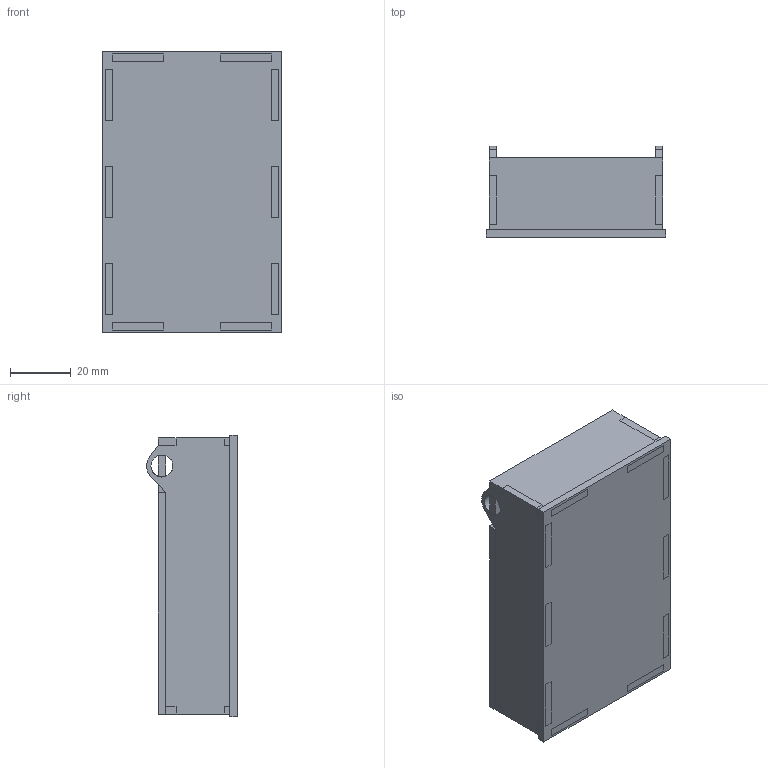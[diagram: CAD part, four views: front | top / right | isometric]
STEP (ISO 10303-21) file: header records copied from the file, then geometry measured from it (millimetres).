
FILE_DESCRIPTION(('FreeCAD Model'),'2;1');
FILE_NAME('Open CASCADE Shape Model','2025-04-26T09:56:53',('FreeCAD'),( 'FreeCAD'),'Open CASCADE STEP processor 7.6','FreeCAD','Unknown');
FILE_SCHEMA(('AUTOMOTIVE_DESIGN { 1 0 10303 214 1 1 1 1 }'));
Length unit declared in the file: millimetre
Products named in the file (1): Open CASCADE STEP translator 7.6 1
Bounding box: 58.76 x 29.8 x 92.34 mm (x, y, z)
Volume: 106480.5 mm3; surface area: 49245 mm2
Topology: 7 solids, 7 shells, 186 faces, 516 edges, 344 vertices
Faces by surface type: bspline 186
Entity records: 5416 total; most frequent: CARTESIAN_POINT 2201, ORIENTED_EDGE 1032, EDGE_CURVE 516, B_SPLINE_CURVE_WITH_KNOTS 504, VERTEX_POINT 344, FACE_BOUND 212, EDGE_LOOP 212, ADVANCED_FACE 186
